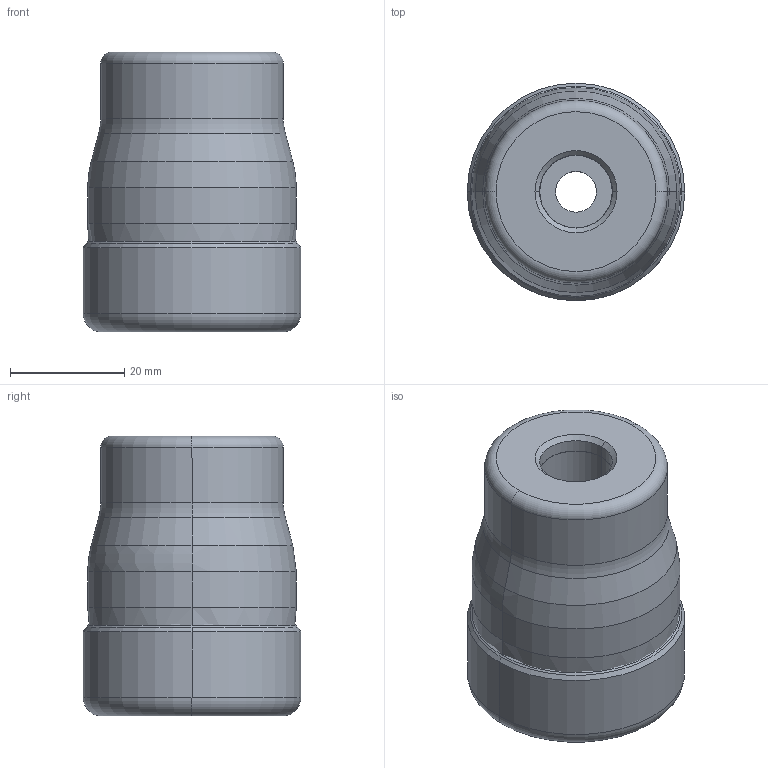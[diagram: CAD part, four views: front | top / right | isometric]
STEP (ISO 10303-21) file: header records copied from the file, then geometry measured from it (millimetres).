
FILE_DESCRIPTION(/* description */ (''),/* implementation_level */ '2;1');
FILE_NAME(/* name */ 'BXD4000R1503_IR0_125.stp',/* time_stamp */ '2023-03-06T12:41:35+09:00',/* author */ (''),/* organization */ (''),/* preprocessor_version */ 'ST-DEVELOPER v16',/* originating_system */ 'SIEMENS PLM Software NX 10.0',/* authorisation */ '');
FILE_SCHEMA (('AUTOMOTIVE_DESIGN { 1 0 10303 214 3 1 1 1 }'));
Length unit declared in the file: millimetre
Products named in the file (1): BXD4000R1503_IR0_125_ASM_3_ASM
Bounding box: 38.1 x 38.1 x 49.02 mm (x, y, z)
Volume: 54625 mm3; surface area: 12811.4 mm2
Topology: 2 solids, 2 shells, 73 faces, 170 edges, 119 vertices
Faces by surface type: cone 32, torus 16, cylinder 16, plane 7, bspline 2
Entity records: 2287 total; most frequent: DIRECTION 438, CARTESIAN_POINT 417, ORIENTED_EDGE 312, AXIS2_PLACEMENT_3D 189, EDGE_CURVE 156, CIRCLE 110, VERTEX_POINT 90, EDGE_LOOP 80
